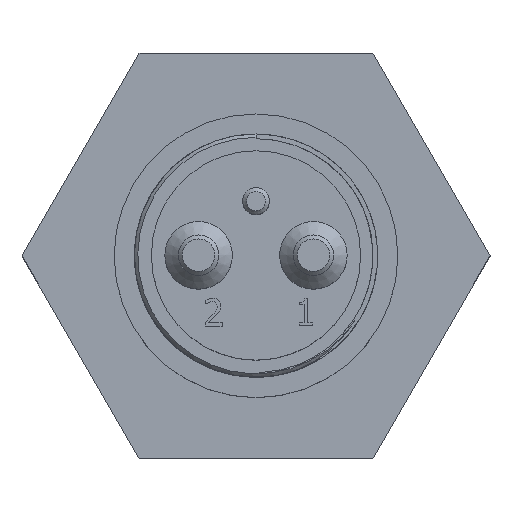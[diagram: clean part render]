
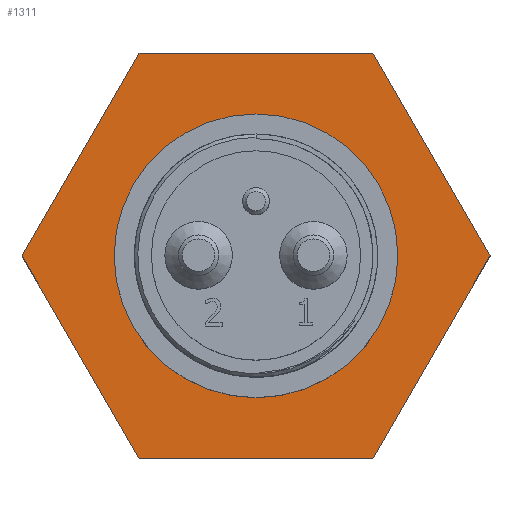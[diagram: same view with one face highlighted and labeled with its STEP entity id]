
A CAD part, top view. The second image highlights one B-rep face of the part: STEP entity #1311.
In plain terms, the highlighted planar face has unit normal (0, 0, 1).
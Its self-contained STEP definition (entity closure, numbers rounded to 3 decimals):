
#75=FACE_BOUND($,#355,.T.);
#109=CIRCLE($,#1408,10.5);
#164=PLANE($,#1411);
#241=FACE_OUTER_BOUND($,#354,.T.);
#354=EDGE_LOOP($,(#1204,#1205,#1206,#1207,#1208,#1209));
#355=EDGE_LOOP($,(#1210));
#432=LINE($,#4299,#524);
#435=LINE($,#4305,#527);
#438=LINE($,#4311,#530);
#441=LINE($,#4317,#533);
#445=LINE($,#4324,#537);
#447=LINE($,#4327,#539);
#524=VECTOR($,#1590,17.321);
#527=VECTOR($,#1595,17.321);
#530=VECTOR($,#1600,17.321);
#533=VECTOR($,#1605,17.321);
#537=VECTOR($,#1611,17.321);
#539=VECTOR($,#1615,17.321);
#675=VERTEX_POINT($,#4296);
#676=VERTEX_POINT($,#4298);
#678=VERTEX_POINT($,#4304);
#680=VERTEX_POINT($,#4310);
#682=VERTEX_POINT($,#4316);
#684=VERTEX_POINT($,#4322);
#703=VERTEX_POINT($,#4384);
#838=EDGE_CURVE($,#676,#675,#432,.T.);
#841=EDGE_CURVE($,#678,#676,#435,.T.);
#844=EDGE_CURVE($,#680,#678,#438,.T.);
#847=EDGE_CURVE($,#682,#680,#441,.T.);
#851=EDGE_CURVE($,#675,#684,#445,.T.);
#853=EDGE_CURVE($,#684,#682,#447,.T.);
#872=EDGE_CURVE($,#703,#703,#109,.T.);
#1204=ORIENTED_EDGE($,*,*,#847,.T.);
#1205=ORIENTED_EDGE($,*,*,#844,.T.);
#1206=ORIENTED_EDGE($,*,*,#841,.T.);
#1207=ORIENTED_EDGE($,*,*,#838,.T.);
#1208=ORIENTED_EDGE($,*,*,#851,.T.);
#1209=ORIENTED_EDGE($,*,*,#853,.T.);
#1210=ORIENTED_EDGE($,*,*,#872,.T.);
#1311=ADVANCED_FACE($,(#241,#75),#164,.T.);
#1408=AXIS2_PLACEMENT_3D($,#4385,#1692,#1693);
#1411=AXIS2_PLACEMENT_3D($,#4388,#1698,#1699);
#1590=DIRECTION($,(0.5,-0.866,0.));
#1595=DIRECTION($,(-0.5,-0.866,0.));
#1600=DIRECTION($,(-1.,0.,0.));
#1605=DIRECTION($,(-0.5,0.866,0.));
#1611=DIRECTION($,(1.,0.,0.));
#1615=DIRECTION($,(0.5,0.866,0.));
#1692=DIRECTION('center_axis',(0.,0.,-1.));
#1693=DIRECTION('ref_axis',(-1.,0.,0.));
#1698=DIRECTION('center_axis',(0.,0.,1.));
#1699=DIRECTION('ref_axis',(1.,0.,0.));
#4296=CARTESIAN_POINT('',(-8.66,-15.,3.95));
#4298=CARTESIAN_POINT('',(-17.321,0.,3.95));
#4299=CARTESIAN_POINT($,(-15.155,-3.75,3.95));
#4304=CARTESIAN_POINT('',(-8.66,15.,3.95));
#4305=CARTESIAN_POINT($,(-10.825,11.25,3.95));
#4310=CARTESIAN_POINT('',(8.66,15.,3.95));
#4311=CARTESIAN_POINT($,(4.33,15.,3.95));
#4316=CARTESIAN_POINT('',(17.321,0.,3.95));
#4317=CARTESIAN_POINT($,(15.155,3.75,3.95));
#4322=CARTESIAN_POINT('',(8.66,-15.,3.95));
#4324=CARTESIAN_POINT($,(-4.33,-15.,3.95));
#4327=CARTESIAN_POINT($,(10.825,-11.25,3.95));
#4384=CARTESIAN_POINT('',(10.5,0.,3.95));
#4385=CARTESIAN_POINT('Origin',(0.,0.,3.95));
#4388=CARTESIAN_POINT('Origin',(0.,0.,
3.95));
